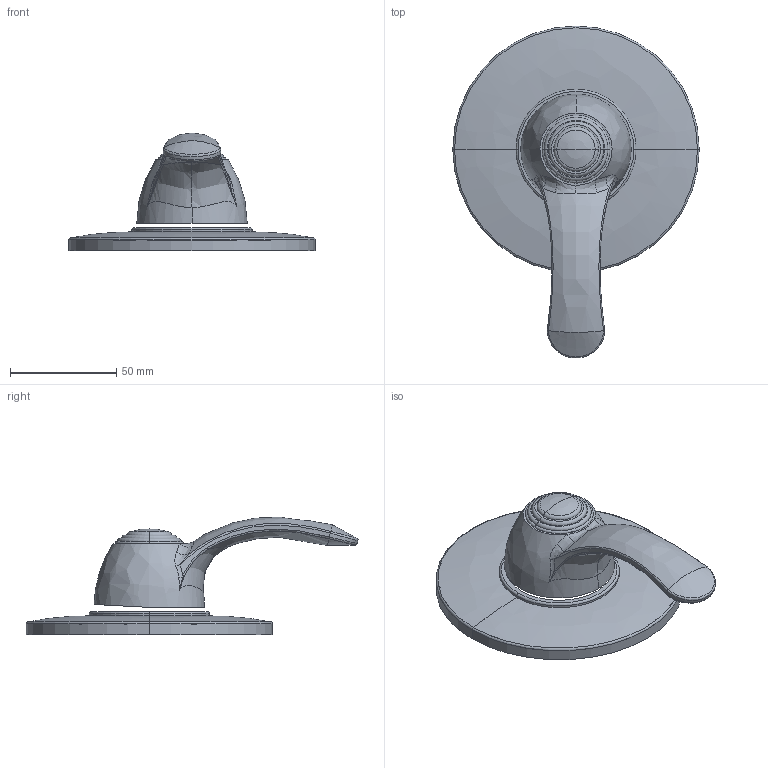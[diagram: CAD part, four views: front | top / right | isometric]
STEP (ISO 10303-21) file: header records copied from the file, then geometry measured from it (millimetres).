
FILE_DESCRIPTION((''),'2;1');
FILE_NAME('FA010CREST','2021-11-09T15:59:41',('ut3'),('PAFFONI SpA'),'CREO PARAMETRIC BY PTC INC, 2020044','CREO PARAMETRIC BY PTC INC, 2020044','');
FILE_SCHEMA(('CONFIG_CONTROL_DESIGN','SHAPE_APPEARANCE_LAYERS_GROUPS'));
Length unit declared in the file: millimetre
Products named in the file (1): FA010CREST
Bounding box: 116 x 156.25 x 55.51 mm (x, y, z)
Volume: 43209.6 mm3; surface area: 44222.9 mm2
Topology: 2 solids, 2 shells, 236 faces, 596 edges, 377 vertices
Faces by surface type: plane 131, bspline 35, cylinder 34, torus 20, cone 12, sphere 4
Entity records: 11600 total; most frequent: CARTESIAN_POINT 4269, DIRECTION 1187, ORIENTED_EDGE 1184, EDGE_CURVE 592, AXIS2_PLACEMENT_3D 462, VERTEX_POINT 377, VECTOR 263, LINE 263
